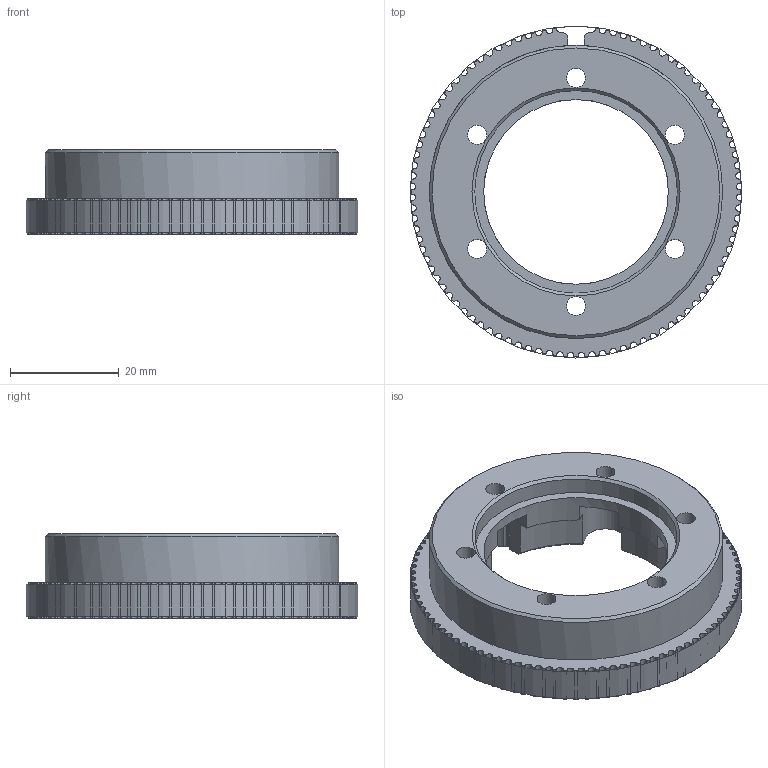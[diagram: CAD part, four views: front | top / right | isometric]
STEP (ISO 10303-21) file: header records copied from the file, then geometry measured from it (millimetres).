
FILE_DESCRIPTION(/* description */ (''),/* implementation_level */ '2;1');
FILE_NAME(/* name */ 'J1_PULLEY_OUTER.stp',/* time_stamp */ '2022-07-20T21:21:22+09:00',/* author */ (''),/* organization */ (''),/* preprocessor_version */ 'ST-DEVELOPER v16.7',/* originating_system */ '',/* authorisation */ '');
FILE_SCHEMA (('AUTOMOTIVE_DESIGN { 1 0 10303 214 3 1 1 1 }'));
Length unit declared in the file: millimetre
Products named in the file (1): J1_PULLEY_OUTER
Bounding box: 61.12 x 61.12 x 15.5 mm (x, y, z)
Volume: 19609.4 mm3; surface area: 11069 mm2
Topology: 1 solids, 2 shells, 507 faces, 1510 edges, 1006 vertices
Faces by surface type: cylinder 449, plane 49, cone 9
Full cylindrical faces by diameter (mm): 3.5 x6, 34 x1, 37.3 x1, 54 x1, 61.115 x1
Entity records: 17583 total; most frequent: DIRECTION 3422, CARTESIAN_POINT 3049, ORIENTED_EDGE 2988, EDGE_CURVE 1495, AXIS2_PLACEMENT_3D 1432, VERTEX_POINT 1002, CIRCLE 923, LINE 558
